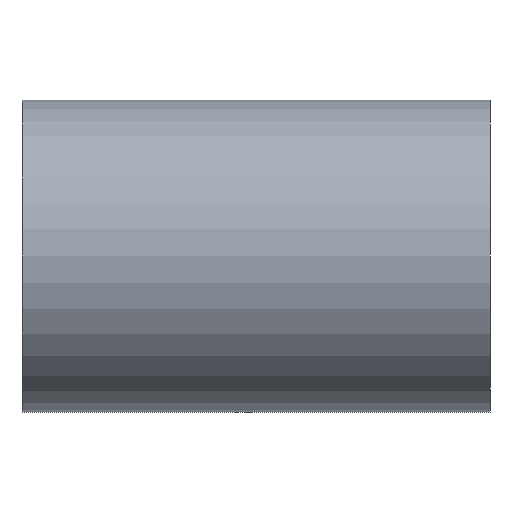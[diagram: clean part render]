
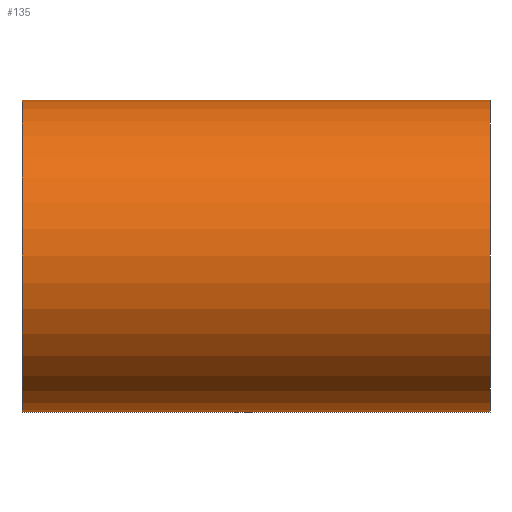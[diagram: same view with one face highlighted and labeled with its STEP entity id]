
A CAD part, left-side view. The second image highlights one B-rep face of the part: STEP entity #135.
In plain terms, the highlighted cylindrical face has radius 5 mm (diameter 10 mm), a partial arc.
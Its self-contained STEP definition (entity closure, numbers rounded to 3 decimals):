
#3 = FACE_OUTER_BOUND ( 'NONE', #152, .T. ) ;
#6 = CARTESIAN_POINT ( 'NONE',  ( 0., 15., 0. ) ) ;
#22 = ORIENTED_EDGE ( 'NONE', *, *, #326, .T. ) ;
#54 = CIRCLE ( 'NONE', #337, 5. ) ;
#65 = CYLINDRICAL_SURFACE ( 'NONE', #283, 5. ) ;
#70 = DIRECTION ( 'NONE',  ( 0., 1., 0. ) ) ;
#71 = LINE ( 'NONE', #125, #106 ) ;
#75 = EDGE_CURVE ( 'NONE', #136, #130, #276, .T. ) ;
#98 = CARTESIAN_POINT ( 'NONE',  ( 0., 15., -5. ) ) ;
#103 = AXIS2_PLACEMENT_3D ( 'NONE', #6, #224, #169 ) ;
#106 = VECTOR ( 'NONE', #310, 1000. ) ;
#125 = CARTESIAN_POINT ( 'NONE',  ( 0., 15., -5. ) ) ;
#130 = VERTEX_POINT ( 'NONE', #273 ) ;
#134 = ORIENTED_EDGE ( 'NONE', *, *, #75, .F. ) ;
#135 = ADVANCED_FACE ( 'NONE', ( #3 ), #65, .T. ) ;
#136 = VERTEX_POINT ( 'NONE', #244 ) ;
#137 = DIRECTION ( 'NONE',  ( 0., -1., 0. ) ) ;
#139 = DIRECTION ( 'NONE',  ( 0., -1., 0. ) ) ;
#152 = EDGE_LOOP ( 'NONE', ( #134, #316, #157, #22 ) ) ;
#157 = ORIENTED_EDGE ( 'NONE', *, *, #233, .T. ) ;
#167 = EDGE_CURVE ( 'NONE', #190, #136, #235, .T. ) ;
#169 = DIRECTION ( 'NONE',  ( 0., 0., 1. ) ) ;
#190 = VERTEX_POINT ( 'NONE', #98 ) ;
#199 = CARTESIAN_POINT ( 'NONE',  ( 0., 15., 5. ) ) ;
#202 = CARTESIAN_POINT ( 'NONE',  ( 0., 0., -5. ) ) ;
#222 = CARTESIAN_POINT ( 'NONE',  ( 0., 15., 0. ) ) ;
#224 = DIRECTION ( 'NONE',  ( 0., 1., 0. ) ) ;
#233 = EDGE_CURVE ( 'NONE', #190, #265, #71, .T. ) ;
#234 = DIRECTION ( 'NONE',  ( 0., 0., 1. ) ) ;
#235 = CIRCLE ( 'NONE', #103, 5. ) ;
#244 = CARTESIAN_POINT ( 'NONE',  ( 0., 15., 5. ) ) ;
#265 = VERTEX_POINT ( 'NONE', #202 ) ;
#266 = VECTOR ( 'NONE', #137, 1000. ) ;
#273 = CARTESIAN_POINT ( 'NONE',  ( 0., 0., 5. ) ) ;
#276 = LINE ( 'NONE', #199, #266 ) ;
#278 = DIRECTION ( 'NONE',  ( 0., 0., -1. ) ) ;
#283 = AXIS2_PLACEMENT_3D ( 'NONE', #222, #139, #278 ) ;
#310 = DIRECTION ( 'NONE',  ( 0., -1., 0. ) ) ;
#316 = ORIENTED_EDGE ( 'NONE', *, *, #167, .F. ) ;
#326 = EDGE_CURVE ( 'NONE', #265, #130, #54, .T. ) ;
#332 = CARTESIAN_POINT ( 'NONE',  ( 0., 0., 0. ) ) ;
#337 = AXIS2_PLACEMENT_3D ( 'NONE', #332, #70, #234 ) ;
